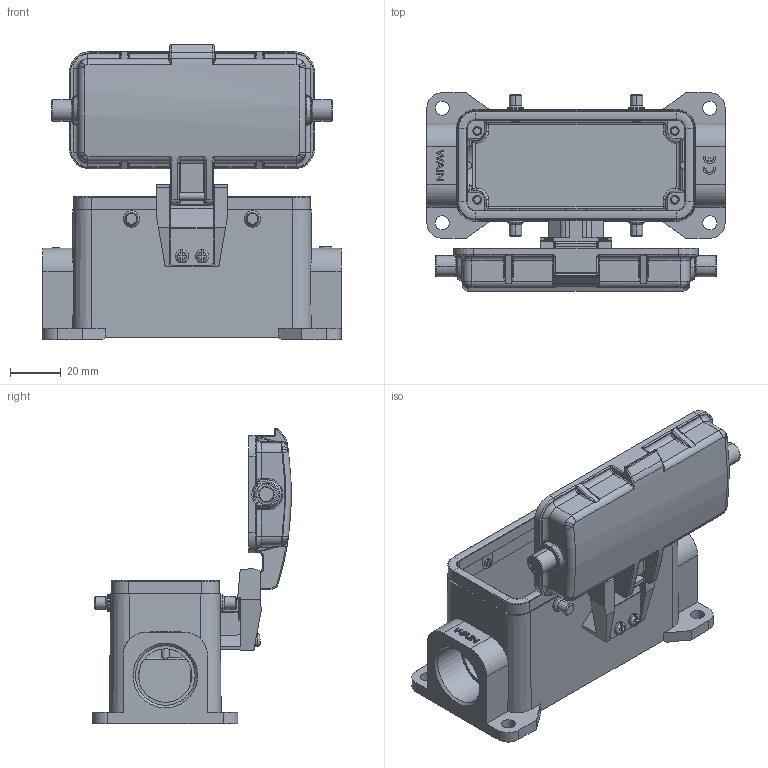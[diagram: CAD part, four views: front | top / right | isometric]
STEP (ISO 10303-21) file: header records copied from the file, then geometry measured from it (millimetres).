
FILE_DESCRIPTION(/* description */ (''),/* implementation_level */ '2;1');
FILE_NAME(/* name */ 'H16B-SF-4B-MCV-M25.stp',/* time_stamp */ '2023-09-07T14:13:47+08:00',/* author */ (''),/* organization */ (''),/* preprocessor_version */ 'ST-DEVELOPER v18.1',/* originating_system */ 'SIEMENS PLM Software NX 1980',/* authorisation */ '');
FILE_SCHEMA (('AUTOMOTIVE_DESIGN { 1 0 10303 214 3 1 1 1 }'));
Products named in the file (1): 138446A48C6Cle1r
Bounding box: 117 x 77.94 x 116.12 mm (x, y, z)
Volume: 118293.7 mm3; surface area: 70004.5 mm2
Topology: 17 solids, 17 shells, 1320 faces, 3363 edges, 2097 vertices
Faces by surface type: cylinder 580, plane 414, torus 158, cone 70, bspline 66, sphere 24, revolution 8
Full cylindrical faces by diameter (mm): 3 x7, 4 x4, 21 x1, 23.4 x1, 26.5 x1
Entity records: 58761 total; most frequent: CARTESIAN_POINT 28173, ORIENTED_EDGE 6634, DIRECTION 5919, EDGE_CURVE 3317, AXIS2_PLACEMENT_3D 2204, VERTEX_POINT 2084, LINE 1503, VECTOR 1503
